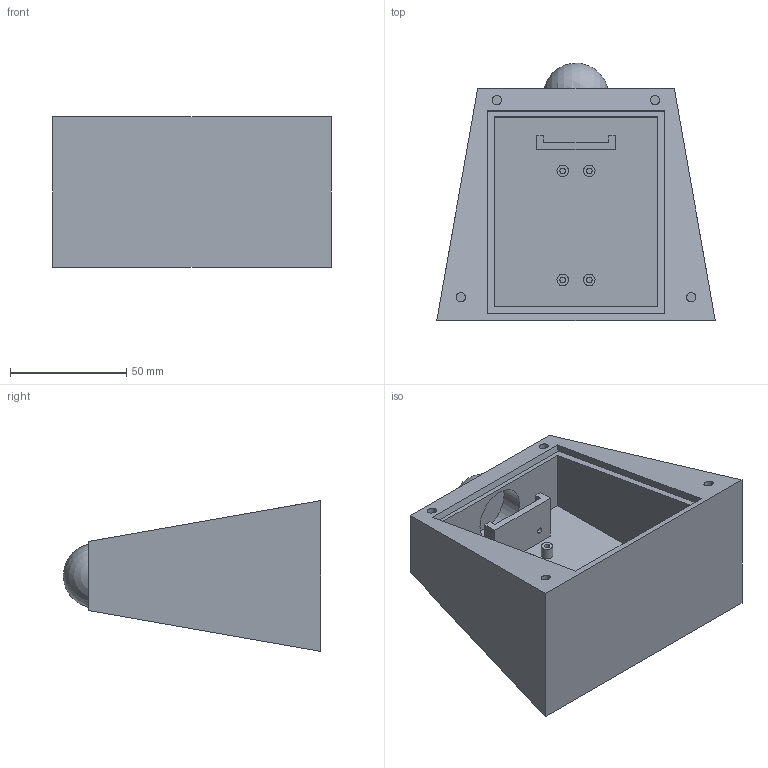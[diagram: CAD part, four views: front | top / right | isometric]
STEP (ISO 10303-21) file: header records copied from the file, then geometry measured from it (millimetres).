
FILE_DESCRIPTION(/* description */ ('STEP AP242','CAx-IF Rec.Pracs.---Representation and Presentation of Product Manufacturing Information (PMI)---4.0---2014-10-13','CAx-IF Rec.Pracs.---3D Tessellated Geometry---0.4---2014-09-14','2;1'),/* implementation_level */ '2;1');
FILE_NAME(/* name */ '6714d4c48a59e63267f563cf',/* time_stamp */ '2024-10-20T10:00:37Z',/* author */ (''),/* organization */ (''),/* preprocessor_version */ 'ST-DEVELOPER v20',/* originating_system */ ' ',/* authorisation */ ' ');
FILE_SCHEMA (('AP242_MANAGED_MODEL_BASED_3D_ENGINEERING_MIM_LF { 1 0 10303 442 1 1 4 }'));
Length unit declared in the file: metre
Products named in the file (1): Part 1
Bounding box: 120 x 110.9 x 65 mm (x, y, z)
Volume: 282897.7 mm3; surface area: 56400.4 mm2
Topology: 1 solids, 1 shells, 55 faces, 116 edges, 78 vertices
Faces by surface type: plane 38, cylinder 16, sphere 1
Full cylindrical faces by diameter (mm): 2.5 x6, 4 x4, 5 x4, 24 x1, 28 x1
Entity records: 1364 total; most frequent: DIRECTION 236, CARTESIAN_POINT 220, ORIENTED_EDGE 184, EDGE_CURVE 92, EDGE_LOOP 92, FACE_BOUND 92, AXIS2_PLACEMENT_3D 88, VERTEX_POINT 72
